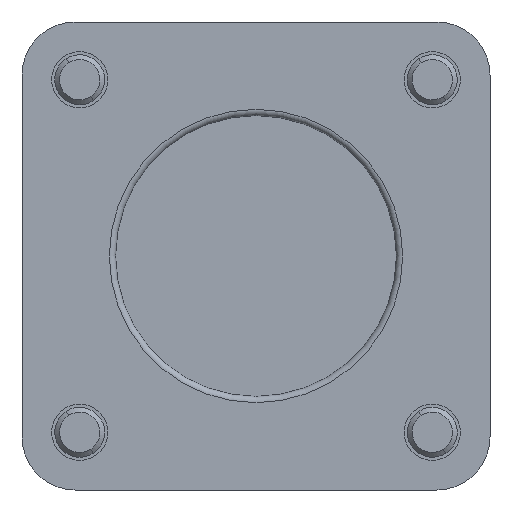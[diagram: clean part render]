
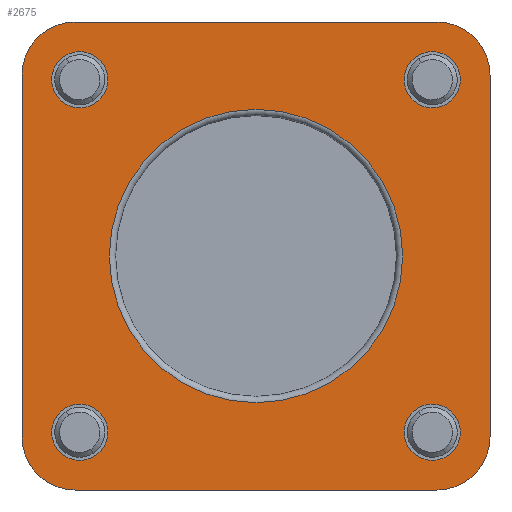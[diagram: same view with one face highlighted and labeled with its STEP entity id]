
A CAD part, front view. The second image highlights one B-rep face of the part: STEP entity #2675.
In plain terms, the highlighted planar face has unit normal (0, -1, 0).
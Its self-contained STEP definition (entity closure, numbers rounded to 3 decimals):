
#254=PLANE('',#2890);
#335=VECTOR('',#3346,1.);
#336=VECTOR('',#3349,1.);
#337=VECTOR('',#3352,1.);
#338=VECTOR('',#3355,1.);
#491=LINE('',#5153,#335);
#492=LINE('',#5158,#336);
#493=LINE('',#5162,#337);
#494=LINE('',#5166,#338);
#695=VERTEX_POINT('',#5148);
#697=VERTEX_POINT('',#5154);
#698=VERTEX_POINT('',#5155);
#699=VERTEX_POINT('',#5157);
#700=VERTEX_POINT('',#5159);
#701=VERTEX_POINT('',#5161);
#702=VERTEX_POINT('',#5163);
#703=VERTEX_POINT('',#5165);
#704=VERTEX_POINT('',#5167);
#705=VERTEX_POINT('',#5170);
#706=VERTEX_POINT('',#5172);
#707=VERTEX_POINT('',#5174);
#708=VERTEX_POINT('',#5176);
#913=CIRCLE('',#2887,23.5);
#915=CIRCLE('',#2891,8.5);
#916=CIRCLE('',#2892,8.5);
#917=CIRCLE('',#2893,8.5);
#918=CIRCLE('',#2894,8.5);
#919=CIRCLE('',#2895,4.5);
#920=CIRCLE('',#2896,4.5);
#921=CIRCLE('',#2897,4.5);
#922=CIRCLE('',#2898,4.5);
#1155=EDGE_CURVE('',#695,#695,#913,.T.);
#1157=EDGE_CURVE('',#697,#698,#491,.T.);
#1158=EDGE_CURVE('',#699,#697,#915,.T.);
#1159=EDGE_CURVE('',#700,#699,#492,.T.);
#1160=EDGE_CURVE('',#701,#700,#916,.T.);
#1161=EDGE_CURVE('',#702,#701,#493,.T.);
#1162=EDGE_CURVE('',#703,#702,#917,.T.);
#1163=EDGE_CURVE('',#704,#703,#494,.T.);
#1164=EDGE_CURVE('',#698,#704,#918,.T.);
#1165=EDGE_CURVE('',#705,#705,#919,.T.);
#1166=EDGE_CURVE('',#706,#706,#920,.T.);
#1167=EDGE_CURVE('',#707,#707,#921,.T.);
#1168=EDGE_CURVE('',#708,#708,#922,.T.);
#1570=ORIENTED_EDGE('',*,*,#1157,.F.);
#1571=ORIENTED_EDGE('',*,*,#1158,.F.);
#1572=ORIENTED_EDGE('',*,*,#1159,.F.);
#1573=ORIENTED_EDGE('',*,*,#1160,.F.);
#1574=ORIENTED_EDGE('',*,*,#1161,.F.);
#1575=ORIENTED_EDGE('',*,*,#1162,.F.);
#1576=ORIENTED_EDGE('',*,*,#1163,.F.);
#1577=ORIENTED_EDGE('',*,*,#1164,.F.);
#1578=ORIENTED_EDGE('',*,*,#1165,.T.);
#1579=ORIENTED_EDGE('',*,*,#1166,.T.);
#1580=ORIENTED_EDGE('',*,*,#1167,.T.);
#1581=ORIENTED_EDGE('',*,*,#1168,.T.);
#1582=ORIENTED_EDGE('',*,*,#1155,.F.);
#2232=EDGE_LOOP('',(#1570,#1571,#1572,#1573,#1574,#1575,#1576,#1577));
#2233=EDGE_LOOP('',(#1578));
#2234=EDGE_LOOP('',(#1579));
#2235=EDGE_LOOP('',(#1580));
#2236=EDGE_LOOP('',(#1581));
#2237=EDGE_LOOP('',(#1582));
#2457=FACE_BOUND('',#2232,.T.);
#2458=FACE_BOUND('',#2233,.T.);
#2459=FACE_BOUND('',#2234,.T.);
#2460=FACE_BOUND('',#2235,.T.);
#2461=FACE_BOUND('',#2236,.T.);
#2462=FACE_BOUND('',#2237,.T.);
#2675=ADVANCED_FACE('',(#2457,#2458,#2459,#2460,#2461,#2462),#254,.F.);
#2887=AXIS2_PLACEMENT_3D('',#5147,#3339,#3340);
#2890=AXIS2_PLACEMENT_3D('',#5152,#3345,$);
#2891=AXIS2_PLACEMENT_3D('',#5156,#3347,#3348);
#2892=AXIS2_PLACEMENT_3D('',#5160,#3350,#3351);
#2893=AXIS2_PLACEMENT_3D('',#5164,#3353,#3354);
#2894=AXIS2_PLACEMENT_3D('',#5168,#3356,#3357);
#2895=AXIS2_PLACEMENT_3D('',#5169,#3358,#3359);
#2896=AXIS2_PLACEMENT_3D('',#5171,#3360,#3361);
#2897=AXIS2_PLACEMENT_3D('',#5173,#3362,#3363);
#2898=AXIS2_PLACEMENT_3D('',#5175,#3364,#3365);
#3339=DIRECTION('',(0.,-1.,0.));
#3340=DIRECTION('',(-23.5,0.,0.));
#3345=DIRECTION('',(0.,1.,0.));
#3346=DIRECTION('',(0.,0.,1.));
#3347=DIRECTION('',(0.,1.,0.));
#3348=DIRECTION('',(8.5,0.,0.));
#3349=DIRECTION('',(-1.,0.,0.));
#3350=DIRECTION('',(0.,1.,0.));
#3351=DIRECTION('',(8.5,0.,0.));
#3352=DIRECTION('',(0.,0.,-1.));
#3353=DIRECTION('',(0.,1.,0.));
#3354=DIRECTION('',(8.5,0.,0.));
#3355=DIRECTION('',(1.,0.,0.));
#3356=DIRECTION('',(0.,1.,0.));
#3357=DIRECTION('',(8.5,0.,0.));
#3358=DIRECTION('',(0.,1.,0.));
#3359=DIRECTION('',(4.5,0.,0.));
#3360=DIRECTION('',(0.,1.,0.));
#3361=DIRECTION('',(4.5,0.,0.));
#3362=DIRECTION('',(0.,1.,0.));
#3363=DIRECTION('',(4.5,0.,0.));
#3364=DIRECTION('',(0.,1.,0.));
#3365=DIRECTION('',(4.5,0.,0.));
#5147=CARTESIAN_POINT('',(0.,0.,0.));
#5148=CARTESIAN_POINT('',(23.5,0.,0.));
#5152=CARTESIAN_POINT('',(0.,0.,0.));
#5153=CARTESIAN_POINT('',(-37.5,0.,-29.));
#5154=CARTESIAN_POINT('',(-37.5,0.,-29.));
#5155=CARTESIAN_POINT('',(-37.5,0.,29.));
#5156=CARTESIAN_POINT('',(-29.,0.,-29.));
#5157=CARTESIAN_POINT('',(-29.,0.,-37.5));
#5158=CARTESIAN_POINT('',(29.,0.,-37.5));
#5159=CARTESIAN_POINT('',(29.,0.,-37.5));
#5160=CARTESIAN_POINT('',(29.,0.,-29.));
#5161=CARTESIAN_POINT('',(37.5,0.,-29.));
#5162=CARTESIAN_POINT('',(37.5,0.,29.));
#5163=CARTESIAN_POINT('',(37.5,0.,29.));
#5164=CARTESIAN_POINT('',(29.,0.,29.));
#5165=CARTESIAN_POINT('',(29.,0.,37.5));
#5166=CARTESIAN_POINT('',(-29.,0.,37.5));
#5167=CARTESIAN_POINT('',(-29.,0.,37.5));
#5168=CARTESIAN_POINT('',(-29.,0.,29.));
#5169=CARTESIAN_POINT('',(-28.25,0.,-28.25));
#5170=CARTESIAN_POINT('',(-32.75,0.,-28.25));
#5171=CARTESIAN_POINT('',(28.25,0.,-28.25));
#5172=CARTESIAN_POINT('',(23.75,0.,-28.25));
#5173=CARTESIAN_POINT('',(-28.25,0.,28.25));
#5174=CARTESIAN_POINT('',(-32.75,0.,28.25));
#5175=CARTESIAN_POINT('',(28.25,0.,28.25));
#5176=CARTESIAN_POINT('',(23.75,0.,28.25));
